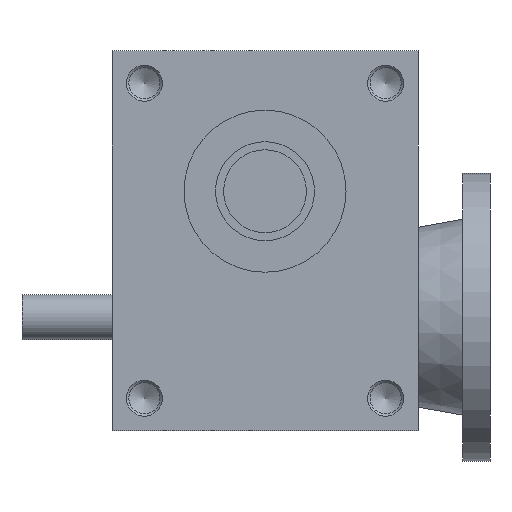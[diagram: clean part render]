
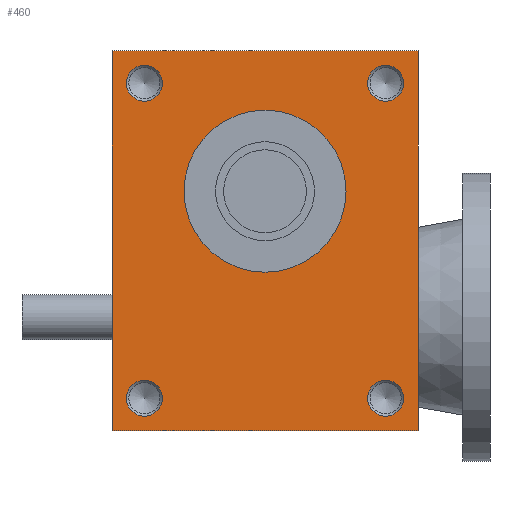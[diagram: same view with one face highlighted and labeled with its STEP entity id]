
A CAD part, front view. The second image highlights one B-rep face of the part: STEP entity #460.
In plain terms, the highlighted planar face has unit normal (0, -1, 0).
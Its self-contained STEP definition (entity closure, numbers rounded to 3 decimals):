
#460 = ADVANCED_FACE( '', ( #1017, #1018, #1019, #1020, #1021, #1022 ), #1023, .F. );
#1017 = FACE_BOUND( '', #1708, .T. );
#1018 = FACE_BOUND( '', #1709, .T. );
#1019 = FACE_BOUND( '', #1710, .T. );
#1020 = FACE_BOUND( '', #1711, .T. );
#1021 = FACE_BOUND( '', #1712, .T. );
#1022 = FACE_OUTER_BOUND( '', #1713, .T. );
#1023 = PLANE( '', #1714 );
#1708 = EDGE_LOOP( '', ( #2769 ) );
#1709 = EDGE_LOOP( '', ( #2770 ) );
#1710 = EDGE_LOOP( '', ( #2771 ) );
#1711 = EDGE_LOOP( '', ( #2772 ) );
#1712 = EDGE_LOOP( '', ( #2773 ) );
#1713 = EDGE_LOOP( '', ( #2774, #2775, #2776, #2777 ) );
#1714 = AXIS2_PLACEMENT_3D( '', #2778, #2779, #2780 );
#2769 = ORIENTED_EDGE( '', *, *, #3720, .F. );
#2770 = ORIENTED_EDGE( '', *, *, #3970, .F. );
#2771 = ORIENTED_EDGE( '', *, *, #3747, .F. );
#2772 = ORIENTED_EDGE( '', *, *, #3824, .F. );
#2773 = ORIENTED_EDGE( '', *, *, #3971, .T. );
#2774 = ORIENTED_EDGE( '', *, *, #3852, .T. );
#2775 = ORIENTED_EDGE( '', *, *, #3809, .F. );
#2776 = ORIENTED_EDGE( '', *, *, #3700, .F. );
#2777 = ORIENTED_EDGE( '', *, *, #3710, .T. );
#2778 = CARTESIAN_POINT( '', ( -85., -75., 105.5 ) );
#2779 = DIRECTION( '', ( 0., 1., 0. ) );
#2780 = DIRECTION( '', ( 0., 0., 1. ) );
#3700 = EDGE_CURVE( '', #4337, #4339, #4340, .T. );
#3710 = EDGE_CURVE( '', #4337, #4356, #4358, .T. );
#3720 = EDGE_CURVE( '', #4373, #4373, #4374, .T. );
#3747 = EDGE_CURVE( '', #4416, #4416, #4417, .T. );
#3809 = EDGE_CURVE( '', #4339, #4511, #4515, .T. );
#3824 = EDGE_CURVE( '', #4539, #4539, #4540, .T. );
#3852 = EDGE_CURVE( '', #4356, #4511, #4579, .T. );
#3970 = EDGE_CURVE( '', #4772, #4772, #4773, .T. );
#3971 = EDGE_CURVE( '', #4774, #4774, #4775, .T. );
#4337 = VERTEX_POINT( '', #5220 );
#4339 = VERTEX_POINT( '', #5223 );
#4340 = LINE( '', #5224, #5225 );
#4356 = VERTEX_POINT( '', #5243 );
#4358 = LINE( '', #5246, #5247 );
#4373 = VERTEX_POINT( '', #5267 );
#4374 = CIRCLE( '', #5268, 10. );
#4416 = VERTEX_POINT( '', #5318 );
#4417 = CIRCLE( '', #5319, 10. );
#4511 = VERTEX_POINT( '', #5502 );
#4515 = LINE( '', #5508, #5509 );
#4539 = VERTEX_POINT( '', #5534 );
#4540 = CIRCLE( '', #5535, 10. );
#4579 = LINE( '', #5583, #5584 );
#4772 = VERTEX_POINT( '', #5840 );
#4773 = CIRCLE( '', #5841, 10. );
#4774 = VERTEX_POINT( '', #5842 );
#4775 = CIRCLE( '', #5843, 45. );
#5220 = CARTESIAN_POINT( '', ( -85., -75., 105.5 ) );
#5223 = CARTESIAN_POINT( '', ( 85., -75., 105.5 ) );
#5224 = CARTESIAN_POINT( '', ( -85., -75., 105.5 ) );
#5225 = VECTOR( '', #6271, 1000. );
#5243 = CARTESIAN_POINT( '', ( -85., -75., -105.5 ) );
#5246 = CARTESIAN_POINT( '', ( -85., -75., 105.5 ) );
#5247 = VECTOR( '', #6290, 1000. );
#5267 = CARTESIAN_POINT( '', ( -67., -75., -97.5 ) );
#5268 = AXIS2_PLACEMENT_3D( '', #6299, #6300, #6301 );
#5318 = CARTESIAN_POINT( '', ( 67., -75., 77.5 ) );
#5319 = AXIS2_PLACEMENT_3D( '', #6340, #6341, #6342 );
#5502 = CARTESIAN_POINT( '', ( 85., -75., -105.5 ) );
#5508 = CARTESIAN_POINT( '', ( 85., -75., 105.5 ) );
#5509 = VECTOR( '', #6419, 1000. );
#5534 = CARTESIAN_POINT( '', ( 67., -75., -97.5 ) );
#5535 = AXIS2_PLACEMENT_3D( '', #6448, #6449, #6450 );
#5583 = CARTESIAN_POINT( '', ( -85., -75., -105.5 ) );
#5584 = VECTOR( '', #6481, 1000. );
#5840 = CARTESIAN_POINT( '', ( -67., -75., 77.5 ) );
#5841 = AXIS2_PLACEMENT_3D( '', #6659, #6660, #6661 );
#5842 = CARTESIAN_POINT( '', ( 45., -75., 27.5 ) );
#5843 = AXIS2_PLACEMENT_3D( '', #6662, #6663, #6664 );
#6271 = DIRECTION( '', ( 1., 0., 0. ) );
#6290 = DIRECTION( '', ( 0., 0., -1. ) );
#6299 = CARTESIAN_POINT( '', ( -67., -75., -87.5 ) );
#6300 = DIRECTION( '', ( 0., -1., 0. ) );
#6301 = DIRECTION( '', ( 0., 0., -1. ) );
#6340 = CARTESIAN_POINT( '', ( 67., -75., 87.5 ) );
#6341 = DIRECTION( '', ( 0., -1., 0. ) );
#6342 = DIRECTION( '', ( 0., 0., -1. ) );
#6419 = DIRECTION( '', ( 0., 0., -1. ) );
#6448 = CARTESIAN_POINT( '', ( 67., -75., -87.5 ) );
#6449 = DIRECTION( '', ( 0., -1., 0. ) );
#6450 = DIRECTION( '', ( 0., 0., -1. ) );
#6481 = DIRECTION( '', ( 1., 0., 0. ) );
#6659 = CARTESIAN_POINT( '', ( -67., -75., 87.5 ) );
#6660 = DIRECTION( '', ( 0., -1., 0. ) );
#6661 = DIRECTION( '', ( 0., 0., -1. ) );
#6662 = CARTESIAN_POINT( '', ( 0., -75., 27.5 ) );
#6663 = DIRECTION( '', ( 0., 1., 0. ) );
#6664 = DIRECTION( '', ( 1., 0., 0. ) );
